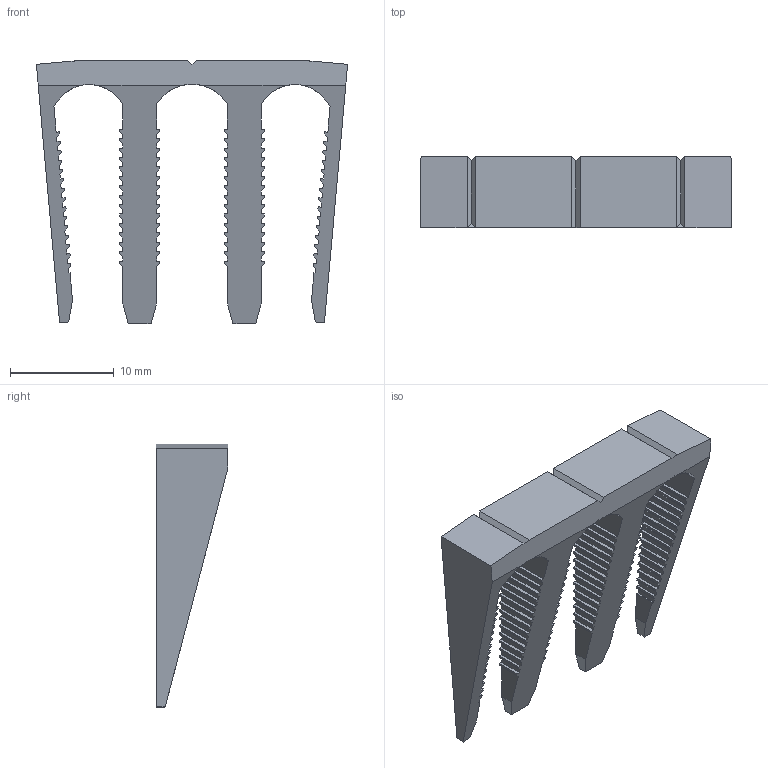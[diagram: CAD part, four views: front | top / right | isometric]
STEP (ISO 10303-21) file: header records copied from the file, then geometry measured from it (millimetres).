
FILE_DESCRIPTION( ( 'STEP AP214' ), '1' );
FILE_NAME( 'CMR103.stp', ' ', ( ' ' ), ( ' ' ), 'PSStep 14.0', 'VISI 19.0', ' ' );
FILE_SCHEMA( ( 'AUTOMOTIVE_DESIGN { 1 0 10303 214 1 1 1 1 }' ) );
Length unit declared in the file: millimetre
Products named in the file (1): 1
Bounding box: 29.93 x 6.84 x 25.35 mm (x, y, z)
Volume: 1381 mm3; surface area: 1792.7 mm2
Topology: 1 solids, 1 shells, 414 faces, 1221 edges, 809 vertices
Faces by surface type: plane 409, cylinder 5
Entity records: 16837 total; most frequent: CARTESIAN_POINT 2445, ORIENTED_EDGE 2442, DIRECTION 2074, EDGE_CURVE 1221, LINE 1198, VECTOR 1198, VERTEX_POINT 809, AXIS2_PLACEMENT_3D 438
